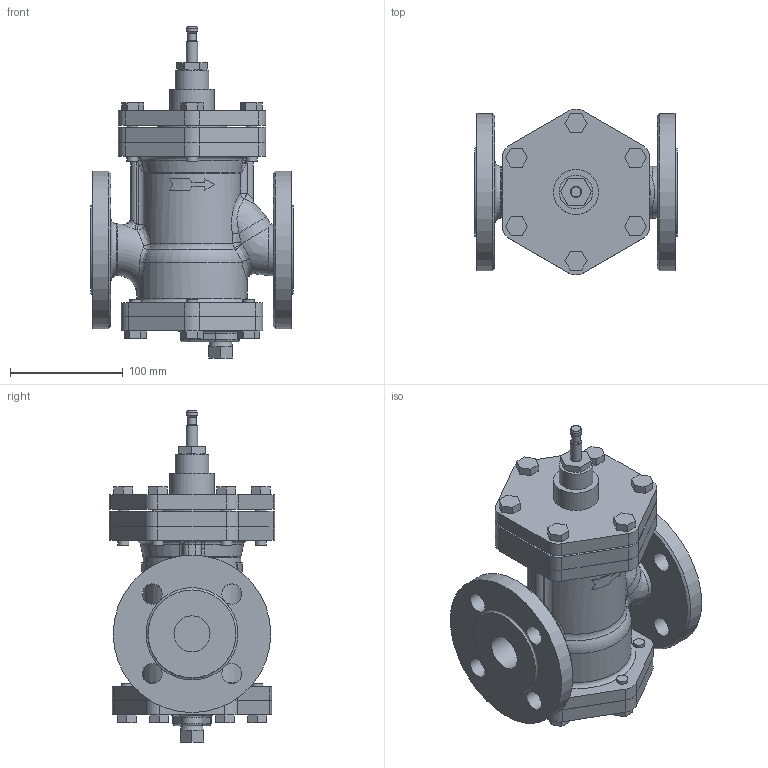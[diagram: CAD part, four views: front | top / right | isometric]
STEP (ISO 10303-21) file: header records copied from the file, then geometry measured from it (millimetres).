
FILE_DESCRIPTION(/* description */ (''),/* implementation_level */ '2;1');
FILE_NAME(/* name */ 'cvsr0-032-e0040-01.stp',/* time_stamp */ '2018-08-23T09:25:59+09:00',/* author */ ('nakaot'),/* organization */ (''),/* preprocessor_version */ 'ST-DEVELOPER v15.6',/* originating_system */ 'Autodesk Inventor 2015',/* authorisation */ '');
FILE_SCHEMA (('CONFIG_CONTROL_DESIGN'));
Length unit declared in the file: millimetre
Products named in the file (1): cvsr0-032-e0040-01
Bounding box: 180 x 147.34 x 295 mm (x, y, z)
Volume: 2416083.8 mm3; surface area: 255737.2 mm2
Topology: 1 solids, 1 shells, 380 faces, 936 edges, 587 vertices
Faces by surface type: plane 182, cylinder 105, bspline 46, torus 25, cone 15, sphere 7
Full cylindrical faces by diameter (mm): 7.5 x1, 9.95 x2, 10 x30, 18 x8, 30 x1, 32 x2, 40 x1, 46 x2, 62 x1, 98 x1, 100 x2, 140 x2
Entity records: 12059 total; most frequent: CARTESIAN_POINT 3454, DIRECTION 1731, ORIENTED_EDGE 1698, EDGE_CURVE 849, AXIS2_PLACEMENT_3D 654, VERTEX_POINT 568, EDGE_LOOP 529, LINE 423
